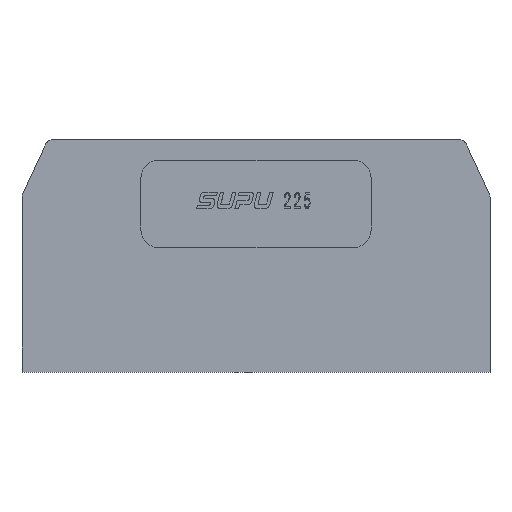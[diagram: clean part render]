
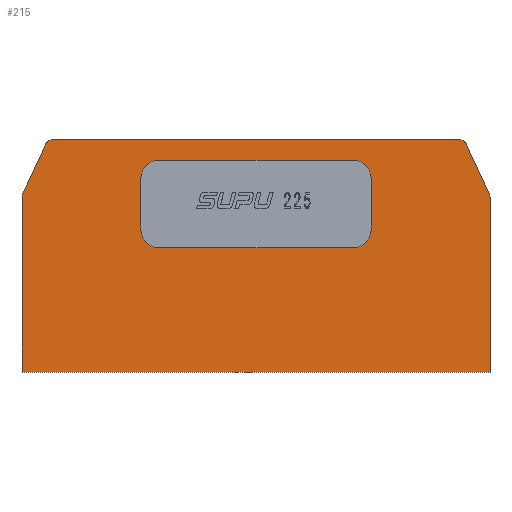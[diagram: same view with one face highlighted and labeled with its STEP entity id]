
A CAD part, top view. The second image highlights one B-rep face of the part: STEP entity #215.
In plain terms, the highlighted planar face has unit normal (0, 0, 1).
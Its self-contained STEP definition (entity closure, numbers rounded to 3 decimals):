
#111=CIRCLE('',#1823,1.002);
#112=CIRCLE('',#1826,0.802);
#113=CIRCLE('',#1829,0.802);
#114=CIRCLE('',#1832,1.002);
#115=CIRCLE('',#1837,2.004);
#116=CIRCLE('',#1838,2.004);
#117=CIRCLE('',#1839,2.004);
#118=CIRCLE('',#1840,2.004);
#127=FACE_BOUND('',#421,.T.);
#128=FACE_BOUND('',#422,.T.);
#215=ADVANCED_FACE('',(#127,#128),#291,.T.);
#291=PLANE('',#1841);
#421=EDGE_LOOP('',(#915,#916,#917,#918,#919,#920,#921,#922,#923,#924));
#422=EDGE_LOOP('',(#925,#926,#927,#928,#929,#930,#931,#932));
#507=LINE('',#2864,#613);
#510=LINE('',#2872,#616);
#513=LINE('',#2880,#619);
#516=LINE('',#2893,#622);
#517=LINE('',#2895,#623);
#519=LINE('',#2899,#625);
#520=LINE('',#2901,#626);
#521=LINE('',#2906,#627);
#522=LINE('',#2910,#628);
#523=LINE('',#2914,#629);
#613=VECTOR('',#1917,1.);
#616=VECTOR('',#1926,1.);
#619=VECTOR('',#1935,1.);
#622=VECTOR('',#1944,1.);
#623=VECTOR('',#1947,1.);
#625=VECTOR('',#1951,1.);
#626=VECTOR('',#1954,1.);
#627=VECTOR('',#1957,1.);
#628=VECTOR('',#1960,1.);
#629=VECTOR('',#1963,1.);
#915=ORIENTED_EDGE('',*,*,#1501,.F.);
#916=ORIENTED_EDGE('',*,*,#1499,.F.);
#917=ORIENTED_EDGE('',*,*,#1498,.F.);
#918=ORIENTED_EDGE('',*,*,#1495,.F.);
#919=ORIENTED_EDGE('',*,*,#1493,.F.);
#920=ORIENTED_EDGE('',*,*,#1491,.F.);
#921=ORIENTED_EDGE('',*,*,#1489,.F.);
#922=ORIENTED_EDGE('',*,*,#1487,.F.);
#923=ORIENTED_EDGE('',*,*,#1485,.F.);
#924=ORIENTED_EDGE('',*,*,#1483,.F.);
#925=ORIENTED_EDGE('',*,*,#1502,.T.);
#926=ORIENTED_EDGE('',*,*,#1503,.F.);
#927=ORIENTED_EDGE('',*,*,#1504,.T.);
#928=ORIENTED_EDGE('',*,*,#1505,.F.);
#929=ORIENTED_EDGE('',*,*,#1506,.T.);
#930=ORIENTED_EDGE('',*,*,#1507,.F.);
#931=ORIENTED_EDGE('',*,*,#1508,.T.);
#932=ORIENTED_EDGE('',*,*,#1509,.F.);
#1311=VERTEX_POINT('',#2856);
#1312=VERTEX_POINT('',#2858);
#1313=VERTEX_POINT('',#2865);
#1314=VERTEX_POINT('',#2869);
#1315=VERTEX_POINT('',#2873);
#1316=VERTEX_POINT('',#2877);
#1317=VERTEX_POINT('',#2881);
#1318=VERTEX_POINT('',#2885);
#1319=VERTEX_POINT('',#2892);
#1320=VERTEX_POINT('',#2896);
#1321=VERTEX_POINT('',#2902);
#1322=VERTEX_POINT('',#2903);
#1323=VERTEX_POINT('',#2905);
#1324=VERTEX_POINT('',#2907);
#1325=VERTEX_POINT('',#2909);
#1326=VERTEX_POINT('',#2911);
#1327=VERTEX_POINT('',#2913);
#1328=VERTEX_POINT('',#2915);
#1483=EDGE_CURVE('',#1311,#1312,#111,.T.);
#1485=EDGE_CURVE('',#1312,#1313,#507,.T.);
#1487=EDGE_CURVE('',#1313,#1314,#112,.T.);
#1489=EDGE_CURVE('',#1314,#1315,#510,.T.);
#1491=EDGE_CURVE('',#1315,#1316,#113,.T.);
#1493=EDGE_CURVE('',#1316,#1317,#513,.T.);
#1495=EDGE_CURVE('',#1317,#1318,#114,.T.);
#1498=EDGE_CURVE('',#1318,#1319,#516,.T.);
#1499=EDGE_CURVE('',#1319,#1320,#517,.T.);
#1501=EDGE_CURVE('',#1320,#1311,#519,.T.);
#1502=EDGE_CURVE('',#1321,#1322,#520,.T.);
#1503=EDGE_CURVE('',#1323,#1322,#115,.T.);
#1504=EDGE_CURVE('',#1323,#1324,#521,.T.);
#1505=EDGE_CURVE('',#1325,#1324,#116,.T.);
#1506=EDGE_CURVE('',#1325,#1326,#522,.T.);
#1507=EDGE_CURVE('',#1327,#1326,#117,.T.);
#1508=EDGE_CURVE('',#1327,#1328,#523,.T.);
#1509=EDGE_CURVE('',#1321,#1328,#118,.T.);
#1823=AXIS2_PLACEMENT_3D('',#2857,#1913,#1914);
#1826=AXIS2_PLACEMENT_3D('',#2868,#1921,#1922);
#1829=AXIS2_PLACEMENT_3D('',#2876,#1930,#1931);
#1832=AXIS2_PLACEMENT_3D('',#2884,#1939,#1940);
#1837=AXIS2_PLACEMENT_3D('',#2904,#1955,#1956);
#1838=AXIS2_PLACEMENT_3D('',#2908,#1958,#1959);
#1839=AXIS2_PLACEMENT_3D('',#2912,#1961,#1962);
#1840=AXIS2_PLACEMENT_3D('',#2916,#1964,#1965);
#1841=AXIS2_PLACEMENT_3D('',#2917,#1966,#1967);
#1913=DIRECTION('',(0.,0.,-1.));
#1914=DIRECTION('',(-1.,0.,0.));
#1917=DIRECTION('',(0.419,0.908,0.));
#1921=DIRECTION('',(0.,0.,-1.));
#1922=DIRECTION('',(1.,0.,0.));
#1926=DIRECTION('',(1.,0.,0.));
#1930=DIRECTION('',(0.,0.,-1.));
#1931=DIRECTION('',(1.,0.,0.));
#1935=DIRECTION('',(0.419,-0.908,0.));
#1939=DIRECTION('',(0.,0.,-1.));
#1940=DIRECTION('',(0.908,0.419,0.));
#1944=DIRECTION('',(0.,-1.,0.));
#1947=DIRECTION('',(-1.,0.,0.));
#1951=DIRECTION('',(0.,1.,0.));
#1954=DIRECTION('',(1.,0.,0.));
#1955=DIRECTION('',(0.,0.,1.));
#1956=DIRECTION('',(1.,0.,0.));
#1957=DIRECTION('',(0.,-1.,0.));
#1958=DIRECTION('',(0.,0.,1.));
#1959=DIRECTION('',(0.,-1.,0.));
#1960=DIRECTION('',(-1.,0.,0.));
#1961=DIRECTION('',(0.,0.,1.));
#1962=DIRECTION('',(-1.,0.,0.));
#1963=DIRECTION('',(0.,1.,0.));
#1964=DIRECTION('',(0.,0.,1.));
#1965=DIRECTION('',(0.,1.,0.));
#1966=DIRECTION('',(0.,0.,1.));
#1967=DIRECTION('',(1.,0.,0.));
#2856=CARTESIAN_POINT('',(-26.5,9.699,7.44));
#2857=CARTESIAN_POINT('',(-25.498,9.699,7.44));
#2858=CARTESIAN_POINT('',(-26.408,10.119,7.44));
#2864=CARTESIAN_POINT('',(-26.408,10.119,7.44));
#2865=CARTESIAN_POINT('',(-23.81,15.749,7.44));
#2868=CARTESIAN_POINT('',(-23.082,15.414,7.44));
#2869=CARTESIAN_POINT('',(-23.082,16.215,7.44));
#2872=CARTESIAN_POINT('',(23.591,16.215,7.44));
#2873=CARTESIAN_POINT('',(23.082,16.215,7.44));
#2876=CARTESIAN_POINT('',(23.082,15.414,7.44));
#2877=CARTESIAN_POINT('',(23.81,15.749,7.44));
#2880=CARTESIAN_POINT('',(23.806,15.759,7.44));
#2881=CARTESIAN_POINT('',(26.408,10.119,7.44));
#2884=CARTESIAN_POINT('',(25.498,9.699,7.44));
#2885=CARTESIAN_POINT('',(26.5,9.699,7.44));
#2892=CARTESIAN_POINT('',(26.5,-10.085,7.44));
#2893=CARTESIAN_POINT('',(26.5,9.699,7.44));
#2895=CARTESIAN_POINT('',(-26.5,-10.085,7.44));
#2896=CARTESIAN_POINT('',(-26.5,-10.085,7.44));
#2899=CARTESIAN_POINT('',(-26.5,-10.125,7.44));
#2901=CARTESIAN_POINT('',(-11.021,13.921,7.44));
#2902=CARTESIAN_POINT('',(-11.021,13.921,7.44));
#2903=CARTESIAN_POINT('',(11.021,13.921,7.44));
#2904=CARTESIAN_POINT('',(11.021,11.917,7.44));
#2905=CARTESIAN_POINT('',(13.025,11.917,7.44));
#2906=CARTESIAN_POINT('',(13.025,11.917,7.44));
#2907=CARTESIAN_POINT('',(13.025,6.006,7.44));
#2908=CARTESIAN_POINT('',(11.021,6.006,7.44));
#2909=CARTESIAN_POINT('',(11.021,4.002,7.44));
#2910=CARTESIAN_POINT('',(11.021,4.002,7.44));
#2911=CARTESIAN_POINT('',(-11.021,4.002,7.44));
#2912=CARTESIAN_POINT('',(-11.021,6.006,7.44));
#2913=CARTESIAN_POINT('',(-13.025,6.006,7.44));
#2914=CARTESIAN_POINT('',(-13.025,6.006,7.44));
#2915=CARTESIAN_POINT('',(-13.025,11.917,7.44));
#2916=CARTESIAN_POINT('',(-11.021,11.917,7.44));
#2917=CARTESIAN_POINT('',(23.078,16.225,7.44));
